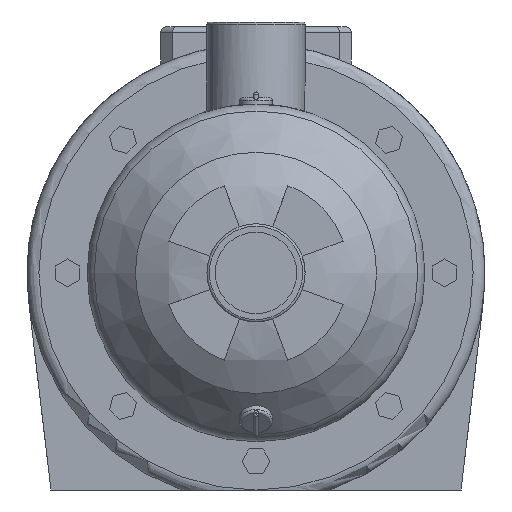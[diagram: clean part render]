
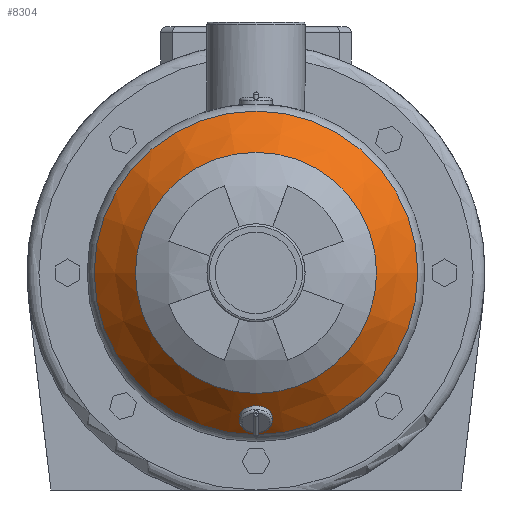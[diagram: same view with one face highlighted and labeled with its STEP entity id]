
A CAD part, left-side view. The second image highlights one B-rep face of the part: STEP entity #8304.
In plain terms, the highlighted conical face has half-angle 45 degrees and reference radius 60 mm.
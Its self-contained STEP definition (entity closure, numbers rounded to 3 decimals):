
#33=CONICAL_SURFACE('',#9035,60.,0.785);
#310=CIRCLE('',#9034,67.071);
#311=CIRCLE('',#9036,50.);
#312=CIRCLE('',#9037,50.);
#347=FACE_BOUND('',#1622,.T.);
#348=FACE_BOUND('',#1623,.T.);
#420=B_SPLINE_CURVE_WITH_KNOTS('',3,(#14069,#14070,#14071,#14072,#14073,
#14074,#14075,#14076,#14077,#14078,#14079,#14080,#14081,#14082,#14083,#14084,
#14085,#14086,#14087,#14088,#14089,#14090,#14091,#14092,#14093,#14094,#14095,
#14096,#14097,#14098,#14099,#14100,#14101,#14102,#14103,#14104,#14105,#14106,
#14107,#14108,#14109,#14110,#14111,#14112,#14113,#14114,#14115,#14116,#14117,
#14118,#14119,#14120,#14121,#14122,#14123,#14124,#14125,#14126,#14127,#14128,
#14129,#14130,#14131,#14132,#14133,#14134,#14135,#14136,#14137,#14138,#14139,
#14140,#14141,#14142,#14143,#14144,#14145,#14146,#14147,#14148,#14149,#14150),
 .UNSPECIFIED.,.T.,.F.,(4,3,3,3,3,3,3,3,3,3,3,3,3,3,3,3,3,3,3,3,3,3,3,3,
3,3,3,4),(0.,0.215,0.433,0.524,0.603,
0.82,0.962,1.063,1.153,1.371,
1.571,1.666,1.885,2.039,2.127,
2.196,2.4,2.597,2.674,2.878,
3.045,3.113,3.315,3.516,3.594,
3.798,4.001,4.071),.UNSPECIFIED.);
#1153=FACE_OUTER_BOUND('',#1621,.T.);
#1621=EDGE_LOOP('',(#7419,#7420));
#1622=EDGE_LOOP('',(#7421));
#1623=EDGE_LOOP('',(#7422));
#4071=VERTEX_POINT('',#14061);
#4072=VERTEX_POINT('',#14064);
#4073=VERTEX_POINT('',#14065);
#4074=VERTEX_POINT('',#14068);
#5214=EDGE_CURVE('',#4071,#4071,#310,.T.);
#5215=EDGE_CURVE('',#4072,#4073,#311,.T.);
#5216=EDGE_CURVE('',#4073,#4072,#312,.T.);
#5217=EDGE_CURVE('',#4074,#4074,#420,.T.);
#7419=ORIENTED_EDGE('',*,*,#5215,.F.);
#7420=ORIENTED_EDGE('',*,*,#5216,.F.);
#7421=ORIENTED_EDGE('',*,*,#5217,.T.);
#7422=ORIENTED_EDGE('',*,*,#5214,.F.);
#8304=ADVANCED_FACE('',(#1153,#347,#348),#33,.T.);
#9034=AXIS2_PLACEMENT_3D('',#14062,#11086,#11087);
#9035=AXIS2_PLACEMENT_3D('',#14063,#11088,#11089);
#9036=AXIS2_PLACEMENT_3D('',#14066,#11090,#11091);
#9037=AXIS2_PLACEMENT_3D('',#14067,#11092,#11093);
#11086=DIRECTION('center_axis',(1.,0.,0.));
#11087=DIRECTION('ref_axis',(0.,-1.,0.));
#11088=DIRECTION('center_axis',(1.,0.,0.));
#11089=DIRECTION('ref_axis',(0.,-1.,0.));
#11090=DIRECTION('center_axis',(-1.,0.,0.));
#11091=DIRECTION('ref_axis',(0.,-1.,0.));
#11092=DIRECTION('center_axis',(-1.,0.,0.));
#11093=DIRECTION('ref_axis',(0.,-1.,0.));
#14061=CARTESIAN_POINT('',(-109.004,67.071,90.));
#14062=CARTESIAN_POINT('Origin',(-109.004,0.,
90.));
#14063=CARTESIAN_POINT('Origin',(-116.075,0.,90.));
#14064=CARTESIAN_POINT('',(-126.075,50.,90.));
#14065=CARTESIAN_POINT('',(-126.075,-50.,90.));
#14066=CARTESIAN_POINT('Origin',(-126.075,0.,90.));
#14067=CARTESIAN_POINT('Origin',(-126.075,0.,90.));
#14068=CARTESIAN_POINT('',(-116.377,-6.729,30.683));
#14069=CARTESIAN_POINT('Ctrl Pts',(-116.377,-6.729,
30.683));
#14070=CARTESIAN_POINT('Ctrl Pts',(-115.871,-6.786,
30.179));
#14071=CARTESIAN_POINT('Ctrl Pts',(-115.338,-6.727,
29.637));
#14072=CARTESIAN_POINT('Ctrl Pts',(-114.831,-6.54,
29.107));
#14073=CARTESIAN_POINT('Ctrl Pts',(-114.318,-6.351,
28.57));
#14074=CARTESIAN_POINT('Ctrl Pts',(-113.831,-6.03,
28.047));
#14075=CARTESIAN_POINT('Ctrl Pts',(-113.408,-5.611,
27.585));
#14076=CARTESIAN_POINT('Ctrl Pts',(-113.231,-5.436,
27.391));
#14077=CARTESIAN_POINT('Ctrl Pts',(-113.066,-5.245,
27.209));
#14078=CARTESIAN_POINT('Ctrl Pts',(-112.913,-5.042,27.04));
#14079=CARTESIAN_POINT('Ctrl Pts',(-112.78,-4.866,
26.892));
#14080=CARTESIAN_POINT('Ctrl Pts',(-112.655,-4.678,
26.752));
#14081=CARTESIAN_POINT('Ctrl Pts',(-112.535,-4.475,
26.618));
#14082=CARTESIAN_POINT('Ctrl Pts',(-112.206,-3.917,
26.248));
#14083=CARTESIAN_POINT('Ctrl Pts',(-111.932,-3.256,25.935));
#14084=CARTESIAN_POINT('Ctrl Pts',(-111.741,-2.545,25.717));
#14085=CARTESIAN_POINT('Ctrl Pts',(-111.617,-2.082,
25.574));
#14086=CARTESIAN_POINT('Ctrl Pts',(-111.528,-1.598,
25.471));
#14087=CARTESIAN_POINT('Ctrl Pts',(-111.475,-1.113,
25.409));
#14088=CARTESIAN_POINT('Ctrl Pts',(-111.437,-0.77,
25.366));
#14089=CARTESIAN_POINT('Ctrl Pts',(-111.418,-0.427,
25.343));
#14090=CARTESIAN_POINT('Ctrl Pts',(-111.415,-0.091,
25.34));
#14091=CARTESIAN_POINT('Ctrl Pts',(-111.412,0.21,
25.337));
#14092=CARTESIAN_POINT('Ctrl Pts',(-111.422,0.513,
25.349));
#14093=CARTESIAN_POINT('Ctrl Pts',(-111.447,0.82,
25.377));
#14094=CARTESIAN_POINT('Ctrl Pts',(-111.507,1.564,25.446));
#14095=CARTESIAN_POINT('Ctrl Pts',(-111.652,2.316,25.615));
#14096=CARTESIAN_POINT('Ctrl Pts',(-111.878,3.004,25.873));
#14097=CARTESIAN_POINT('Ctrl Pts',(-112.085,3.637,26.111));
#14098=CARTESIAN_POINT('Ctrl Pts',(-112.361,4.217,26.424));
#14099=CARTESIAN_POINT('Ctrl Pts',(-112.677,4.704,26.777));
#14100=CARTESIAN_POINT('Ctrl Pts',(-112.827,4.935,26.944));
#14101=CARTESIAN_POINT('Ctrl Pts',(-112.984,5.145,27.119));
#14102=CARTESIAN_POINT('Ctrl Pts',(-113.157,5.343,27.309));
#14103=CARTESIAN_POINT('Ctrl Pts',(-113.554,5.799,27.746));
#14104=CARTESIAN_POINT('Ctrl Pts',(-114.022,6.17,28.254));
#14105=CARTESIAN_POINT('Ctrl Pts',(-114.525,6.411,28.785));
#14106=CARTESIAN_POINT('Ctrl Pts',(-114.881,6.581,29.16));
#14107=CARTESIAN_POINT('Ctrl Pts',(-115.253,6.688,29.547));
#14108=CARTESIAN_POINT('Ctrl Pts',(-115.626,6.729,29.927));
#14109=CARTESIAN_POINT('Ctrl Pts',(-115.839,6.753,30.144));
#14110=CARTESIAN_POINT('Ctrl Pts',(-116.052,6.756,30.358));
#14111=CARTESIAN_POINT('Ctrl Pts',(-116.261,6.74,30.567));
#14112=CARTESIAN_POINT('Ctrl Pts',(-116.425,6.727,30.73));
#14113=CARTESIAN_POINT('Ctrl Pts',(-116.588,6.702,30.891));
#14114=CARTESIAN_POINT('Ctrl Pts',(-116.754,6.665,31.055));
#14115=CARTESIAN_POINT('Ctrl Pts',(-117.245,6.555,31.537));
#14116=CARTESIAN_POINT('Ctrl Pts',(-117.751,6.329,32.02));
#14117=CARTESIAN_POINT('Ctrl Pts',(-118.222,5.997,32.458));
#14118=CARTESIAN_POINT('Ctrl Pts',(-118.677,5.676,32.883));
#14119=CARTESIAN_POINT('Ctrl Pts',(-119.1,5.255,33.266));
#14120=CARTESIAN_POINT('Ctrl Pts',(-119.453,4.784,33.581));
#14121=CARTESIAN_POINT('Ctrl Pts',(-119.592,4.6,33.704));
#14122=CARTESIAN_POINT('Ctrl Pts',(-119.719,4.41,33.817));
#14123=CARTESIAN_POINT('Ctrl Pts',(-119.843,4.204,33.925));
#14124=CARTESIAN_POINT('Ctrl Pts',(-120.17,3.659,34.212));
#14125=CARTESIAN_POINT('Ctrl Pts',(-120.448,3.019,34.451));
#14126=CARTESIAN_POINT('Ctrl Pts',(-120.64,2.34,34.614));
#14127=CARTESIAN_POINT('Ctrl Pts',(-120.796,1.785,34.747));
#14128=CARTESIAN_POINT('Ctrl Pts',(-120.896,1.202,34.831));
#14129=CARTESIAN_POINT('Ctrl Pts',(-120.937,0.632,
34.866));
#14130=CARTESIAN_POINT('Ctrl Pts',(-120.954,0.401,
34.88));
#14131=CARTESIAN_POINT('Ctrl Pts',(-120.962,0.172,
34.886));
#14132=CARTESIAN_POINT('Ctrl Pts',(-120.96,-0.054,
34.885));
#14133=CARTESIAN_POINT('Ctrl Pts',(-120.956,-0.731,
34.882));
#14134=CARTESIAN_POINT('Ctrl Pts',(-120.87,-1.447,
34.809));
#14135=CARTESIAN_POINT('Ctrl Pts',(-120.696,-2.129,
34.662));
#14136=CARTESIAN_POINT('Ctrl Pts',(-120.525,-2.804,
34.516));
#14137=CARTESIAN_POINT('Ctrl Pts',(-120.268,-3.446,34.297));
#14138=CARTESIAN_POINT('Ctrl Pts',(-119.959,-4.003,
34.027));
#14139=CARTESIAN_POINT('Ctrl Pts',(-119.837,-4.222,
33.921));
#14140=CARTESIAN_POINT('Ctrl Pts',(-119.709,-4.426,33.807));
#14141=CARTESIAN_POINT('Ctrl Pts',(-119.574,-4.618,
33.688));
#14142=CARTESIAN_POINT('Ctrl Pts',(-119.226,-5.113,
33.379));
#14143=CARTESIAN_POINT('Ctrl Pts',(-118.802,-5.564,
32.997));
#14144=CARTESIAN_POINT('Ctrl Pts',(-118.339,-5.912,32.568));
#14145=CARTESIAN_POINT('Ctrl Pts',(-117.875,-6.261,
32.137));
#14146=CARTESIAN_POINT('Ctrl Pts',(-117.371,-6.506,31.657));
#14147=CARTESIAN_POINT('Ctrl Pts',(-116.877,-6.635,
31.175));
#14148=CARTESIAN_POINT('Ctrl Pts',(-116.708,-6.679,
31.01));
#14149=CARTESIAN_POINT('Ctrl Pts',(-116.541,-6.71,30.845));
#14150=CARTESIAN_POINT('Ctrl Pts',(-116.377,-6.729,
30.683));
